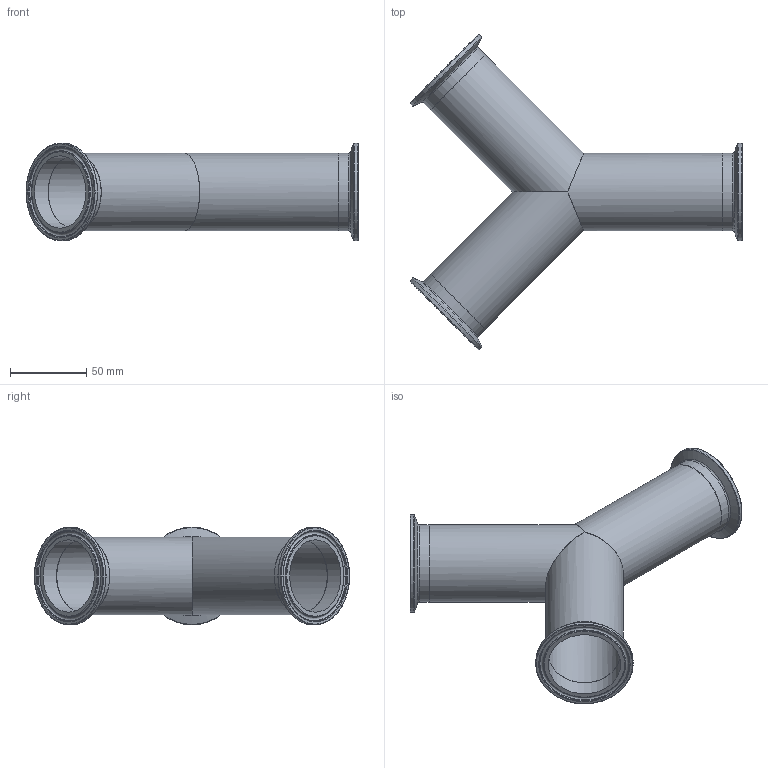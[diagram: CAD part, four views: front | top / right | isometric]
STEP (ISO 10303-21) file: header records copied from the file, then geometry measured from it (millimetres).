
FILE_DESCRIPTION(/* description */ (''),/* implementation_level */ '2;1');
FILE_NAME(/* name */ '28BMP-2.stp',/* time_stamp */ '2021-02-18T12:57:05-05:00',/* author */ ('rick'),/* organization */ (''),/* preprocessor_version */ 'ST-DEVELOPER v18',/* originating_system */ 'Autodesk Inventor 2020',/* authorisation */ '');
FILE_SCHEMA (('AUTOMOTIVE_DESIGN { 1 0 10303 214 3 1 1 }'));
Length unit declared in the file: inch
Products named in the file (6): 28BMP-2; 28WB-2; 28WB-2-1B; 28WB-2-1A; 28WB-2-1A_1; 14WMP-2
Assembly tree (7 placements, depth 3):
  28BMP-2
    28WB-2
      28WB-2-1B
      28WB-2-1A
      28WB-2-1A_1
    14WMP-2  x3
Bounding box: 217.56 x 206.51 x 63.91 mm (x, y, z)
Volume: 92459.1 mm3; surface area: 107334.3 mm2
Topology: 6 solids, 6 shells, 66 faces, 211 edges, 157 vertices
Faces by surface type: torus 24, plane 18, cylinder 15, cone 9
Full cylindrical faces by diameter (mm): 47.498 x6, 50.8 x6, 63.906 x3
Entity records: 1399 total; most frequent: DIRECTION 258, CARTESIAN_POINT 205, ORIENTED_EDGE 186, AXIS2_PLACEMENT_3D 120, EDGE_CURVE 93, VERTEX_POINT 67, CIRCLE 61, EDGE_LOOP 38
